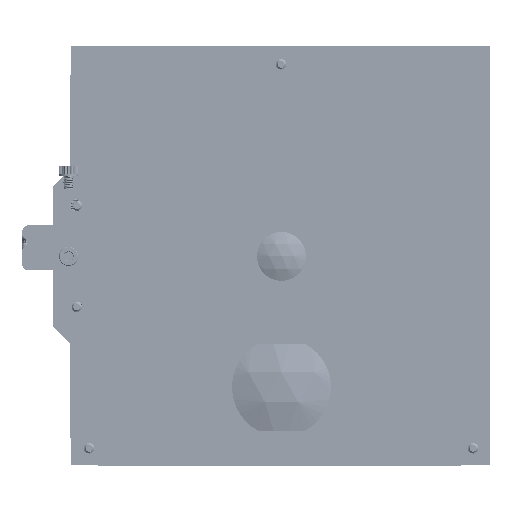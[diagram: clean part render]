
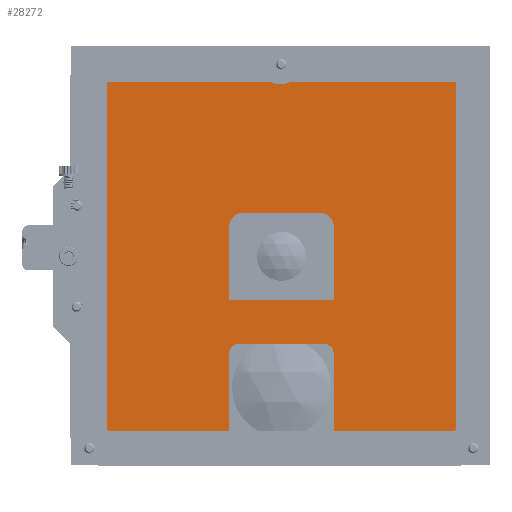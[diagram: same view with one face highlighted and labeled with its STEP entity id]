
A CAD part, front view. The second image highlights one B-rep face of the part: STEP entity #28272.
In plain terms, the highlighted planar face has unit normal (0, -1, 0).
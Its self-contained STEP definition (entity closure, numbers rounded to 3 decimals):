
#921=FACE_BOUND('',#9846,.T.);
#1494=LINE('',#40889,#4180);
#1502=LINE('',#40907,#4188);
#1508=LINE('',#40923,#4194);
#1509=LINE('',#40925,#4195);
#1510=LINE('',#40929,#4196);
#1511=LINE('',#40933,#4197);
#1512=LINE('',#40937,#4198);
#1513=LINE('',#40940,#4199);
#1514=LINE('',#40943,#4200);
#1515=LINE('',#40947,#4201);
#1516=LINE('',#40949,#4202);
#1517=LINE('',#40951,#4203);
#4180=VECTOR('',#32832,10.);
#4188=VECTOR('',#32846,10.);
#4194=VECTOR('',#32866,10.);
#4195=VECTOR('',#32867,1000.);
#4196=VECTOR('',#32870,1000.);
#4197=VECTOR('',#32873,1000.);
#4198=VECTOR('',#32876,1000.);
#4199=VECTOR('',#32879,1000.);
#4200=VECTOR('',#32880,1000.);
#4201=VECTOR('',#32883,1000.);
#4202=VECTOR('',#32884,1000.);
#4203=VECTOR('',#32885,1000.);
#6872=PLANE('',#30141);
#8123=FACE_OUTER_BOUND('',#9845,.T.);
#9845=EDGE_LOOP('',(#19858,#19859,#19860,#19861,#19862,#19863,#19864,#19865,
#19866,#19867,#19868,#19869,#19870,#19871));
#9846=EDGE_LOOP('',(#19872,#19873,#19874,#19875,#19876,#19877));
#11871=CIRCLE('',#30138,3.);
#11872=CIRCLE('',#30140,3.);
#11873=CIRCLE('',#30142,0.5);
#11874=CIRCLE('',#30143,0.5);
#11875=CIRCLE('',#30144,0.5);
#11876=CIRCLE('',#30145,0.5);
#11877=CIRCLE('',#30146,4.);
#11878=CIRCLE('',#30147,4.);
#12821=VERTEX_POINT('',#40887);
#12822=VERTEX_POINT('',#40888);
#12828=VERTEX_POINT('',#40904);
#12829=VERTEX_POINT('',#40906);
#12831=VERTEX_POINT('',#40915);
#12832=VERTEX_POINT('',#40919);
#12833=VERTEX_POINT('',#40924);
#12834=VERTEX_POINT('',#40926);
#12835=VERTEX_POINT('',#40928);
#12836=VERTEX_POINT('',#40930);
#12837=VERTEX_POINT('',#40932);
#12838=VERTEX_POINT('',#40934);
#12839=VERTEX_POINT('',#40936);
#12840=VERTEX_POINT('',#40938);
#12841=VERTEX_POINT('',#40941);
#12842=VERTEX_POINT('',#40942);
#12843=VERTEX_POINT('',#40944);
#12844=VERTEX_POINT('',#40946);
#12845=VERTEX_POINT('',#40948);
#12846=VERTEX_POINT('',#40950);
#15615=EDGE_CURVE('',#12821,#12822,#1494,.T.);
#15624=EDGE_CURVE('',#12829,#12828,#1502,.T.);
#15629=EDGE_CURVE('',#12831,#12821,#11871,.T.);
#15632=EDGE_CURVE('',#12828,#12832,#11872,.T.);
#15633=EDGE_CURVE('',#12832,#12831,#1508,.T.);
#15634=EDGE_CURVE('',#12833,#12822,#1509,.T.);
#15635=EDGE_CURVE('',#12833,#12834,#11873,.T.);
#15636=EDGE_CURVE('',#12835,#12834,#1510,.T.);
#15637=EDGE_CURVE('',#12835,#12836,#11874,.T.);
#15638=EDGE_CURVE('',#12837,#12836,#1511,.T.);
#15639=EDGE_CURVE('',#12837,#12838,#11875,.T.);
#15640=EDGE_CURVE('',#12839,#12838,#1512,.T.);
#15641=EDGE_CURVE('',#12839,#12840,#11876,.T.);
#15642=EDGE_CURVE('',#12829,#12840,#1513,.T.);
#15643=EDGE_CURVE('',#12841,#12842,#1514,.T.);
#15644=EDGE_CURVE('',#12842,#12843,#11877,.T.);
#15645=EDGE_CURVE('',#12843,#12844,#1515,.T.);
#15646=EDGE_CURVE('',#12844,#12845,#1516,.T.);
#15647=EDGE_CURVE('',#12845,#12846,#1517,.T.);
#15648=EDGE_CURVE('',#12846,#12841,#11878,.T.);
#19858=ORIENTED_EDGE('',*,*,#15624,.T.);
#19859=ORIENTED_EDGE('',*,*,#15632,.T.);
#19860=ORIENTED_EDGE('',*,*,#15633,.T.);
#19861=ORIENTED_EDGE('',*,*,#15629,.T.);
#19862=ORIENTED_EDGE('',*,*,#15615,.T.);
#19863=ORIENTED_EDGE('',*,*,#15634,.F.);
#19864=ORIENTED_EDGE('',*,*,#15635,.T.);
#19865=ORIENTED_EDGE('',*,*,#15636,.F.);
#19866=ORIENTED_EDGE('',*,*,#15637,.T.);
#19867=ORIENTED_EDGE('',*,*,#15638,.F.);
#19868=ORIENTED_EDGE('',*,*,#15639,.T.);
#19869=ORIENTED_EDGE('',*,*,#15640,.F.);
#19870=ORIENTED_EDGE('',*,*,#15641,.T.);
#19871=ORIENTED_EDGE('',*,*,#15642,.F.);
#19872=ORIENTED_EDGE('',*,*,#15643,.T.);
#19873=ORIENTED_EDGE('',*,*,#15644,.T.);
#19874=ORIENTED_EDGE('',*,*,#15645,.T.);
#19875=ORIENTED_EDGE('',*,*,#15646,.T.);
#19876=ORIENTED_EDGE('',*,*,#15647,.T.);
#19877=ORIENTED_EDGE('',*,*,#15648,.T.);
#28272=ADVANCED_FACE('',(#8123,#921),#6872,.F.);
#30138=AXIS2_PLACEMENT_3D('',#40916,#32856,#32857);
#30140=AXIS2_PLACEMENT_3D('',#40921,#32862,#32863);
#30141=AXIS2_PLACEMENT_3D('',#40922,#32864,#32865);
#30142=AXIS2_PLACEMENT_3D('',#40927,#32868,#32869);
#30143=AXIS2_PLACEMENT_3D('',#40931,#32871,#32872);
#30144=AXIS2_PLACEMENT_3D('',#40935,#32874,#32875);
#30145=AXIS2_PLACEMENT_3D('',#40939,#32877,#32878);
#30146=AXIS2_PLACEMENT_3D('',#40945,#32881,#32882);
#30147=AXIS2_PLACEMENT_3D('',#40952,#32886,#32887);
#32832=DIRECTION('',(0.,0.,-1.));
#32846=DIRECTION('',(0.,0.,1.));
#32856=DIRECTION('center_axis',(0.,1.,0.));
#32857=DIRECTION('ref_axis',(0.,0.,
1.));
#32862=DIRECTION('center_axis',(0.,1.,0.));
#32863=DIRECTION('ref_axis',(0.,0.,
1.));
#32864=DIRECTION('center_axis',(0.,1.,0.));
#32865=DIRECTION('ref_axis',(-1.,0.,0.));
#32866=DIRECTION('',(1.,0.,0.));
#32867=DIRECTION('',(-1.,0.,0.));
#32868=DIRECTION('center_axis',(0.,-1.,0.));
#32869=DIRECTION('ref_axis',(0.,0.,
-1.));
#32870=DIRECTION('',(0.,0.,-1.));
#32871=DIRECTION('center_axis',(0.,-1.,0.));
#32872=DIRECTION('ref_axis',(0.,0.,
-1.));
#32873=DIRECTION('',(1.,0.,0.));
#32874=DIRECTION('center_axis',(0.,-1.,0.));
#32875=DIRECTION('ref_axis',(0.,0.,
-1.));
#32876=DIRECTION('',(0.,0.,1.));
#32877=DIRECTION('center_axis',(0.,-1.,0.));
#32878=DIRECTION('ref_axis',(0.,0.,
-1.));
#32879=DIRECTION('',(-1.,0.,0.));
#32880=DIRECTION('',(1.,0.,0.));
#32881=DIRECTION('center_axis',(0.,1.,0.));
#32882=DIRECTION('ref_axis',(0.,0.,
-1.));
#32883=DIRECTION('',(0.,0.,-1.));
#32884=DIRECTION('',(-1.,0.,0.));
#32885=DIRECTION('',(0.,0.,1.));
#32886=DIRECTION('center_axis',(0.,1.,0.));
#32887=DIRECTION('ref_axis',(0.,0.,
-1.));
#40887=CARTESIAN_POINT('',(583.9,38.809,164.912));
#40888=CARTESIAN_POINT('',(583.9,38.809,142.912));
#40889=CARTESIAN_POINT('',(583.9,38.809,180.412));
#40904=CARTESIAN_POINT('',(553.9,38.809,164.912));
#40906=CARTESIAN_POINT('',(553.9,38.809,142.912));
#40907=CARTESIAN_POINT('',(553.9,38.809,180.412));
#40915=CARTESIAN_POINT('',(580.9,38.809,167.912));
#40916=CARTESIAN_POINT('Origin',(580.9,38.809,164.912));
#40919=CARTESIAN_POINT('',(556.9,38.809,167.912));
#40921=CARTESIAN_POINT('Origin',(556.9,38.809,164.912));
#40922=CARTESIAN_POINT('Origin',(568.9,38.809,192.912));
#40923=CARTESIAN_POINT('',(572.052,38.809,167.912));
#40924=CARTESIAN_POINT('',(618.4,38.809,142.912));
#40925=CARTESIAN_POINT('',(618.9,38.809,142.912));
#40926=CARTESIAN_POINT('',(618.9,38.809,143.412));
#40927=CARTESIAN_POINT('Origin',(618.4,38.809,143.412));
#40928=CARTESIAN_POINT('',(618.9,38.809,242.412));
#40929=CARTESIAN_POINT('',(618.9,38.809,242.912));
#40930=CARTESIAN_POINT('',(618.4,38.809,242.912));
#40931=CARTESIAN_POINT('Origin',(618.4,38.809,242.412));
#40932=CARTESIAN_POINT('',(519.4,38.809,242.912));
#40933=CARTESIAN_POINT('',(618.9,38.809,242.912));
#40934=CARTESIAN_POINT('',(518.9,38.809,242.412));
#40935=CARTESIAN_POINT('Origin',(519.4,38.809,242.412));
#40936=CARTESIAN_POINT('',(518.9,38.809,143.412));
#40937=CARTESIAN_POINT('',(518.9,38.809,242.912));
#40938=CARTESIAN_POINT('',(519.4,38.809,142.912));
#40939=CARTESIAN_POINT('Origin',(519.4,38.809,143.412));
#40940=CARTESIAN_POINT('',(618.9,38.809,142.912));
#40941=CARTESIAN_POINT('',(557.9,38.809,205.412));
#40942=CARTESIAN_POINT('',(579.9,38.809,205.412));
#40943=CARTESIAN_POINT('',(583.9,38.809,205.412));
#40944=CARTESIAN_POINT('',(583.9,38.809,201.412));
#40945=CARTESIAN_POINT('Origin',(579.9,38.809,201.412));
#40946=CARTESIAN_POINT('',(583.9,38.809,180.412));
#40947=CARTESIAN_POINT('',(583.9,38.809,205.412));
#40948=CARTESIAN_POINT('',(553.9,38.809,180.412));
#40949=CARTESIAN_POINT('',(583.9,38.809,180.412));
#40950=CARTESIAN_POINT('',(553.9,38.809,201.412));
#40951=CARTESIAN_POINT('',(553.9,38.809,205.412));
#40952=CARTESIAN_POINT('Origin',(557.9,38.809,201.412));
